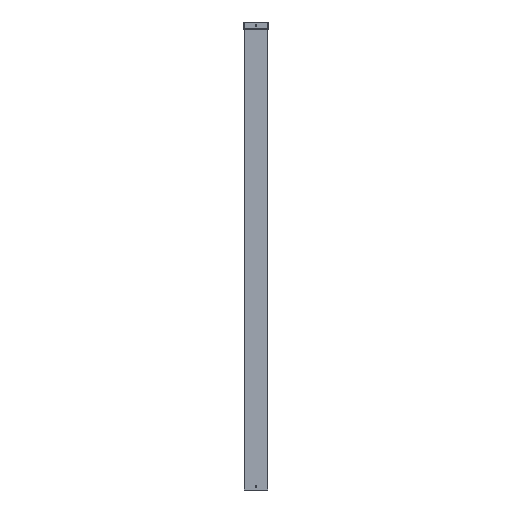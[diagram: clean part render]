
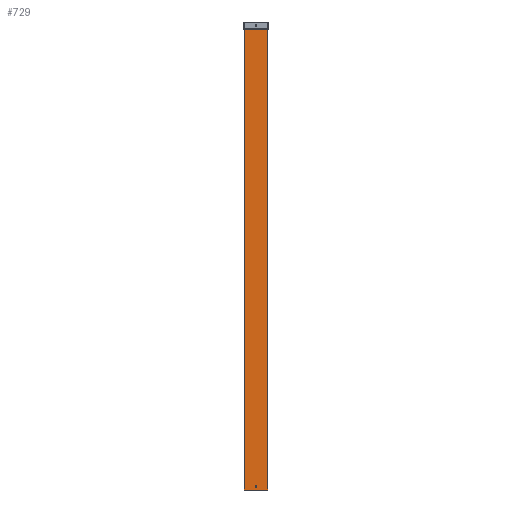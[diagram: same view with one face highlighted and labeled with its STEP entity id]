
A CAD part, front view. The second image highlights one B-rep face of the part: STEP entity #729.
In plain terms, the highlighted planar face has unit normal (0, -1, 0).
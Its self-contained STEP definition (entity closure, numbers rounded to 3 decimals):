
#3 = DIRECTION ( 'NONE',  ( 0., 0., -1. ) ) ;
#17 = DIRECTION ( 'NONE',  ( 0., 0., -1. ) ) ;
#18 = CARTESIAN_POINT ( 'NONE',  ( -50., 0., 1969. ) ) ;
#20 = CARTESIAN_POINT ( 'NONE',  ( -50., 0., 1969. ) ) ;
#26 = CARTESIAN_POINT ( 'NONE',  ( -50., 0., 0. ) ) ;
#42 = DIRECTION ( 'NONE',  ( 1., 0., 0. ) ) ;
#53 = CARTESIAN_POINT ( 'NONE',  ( -50., 0., 0. ) ) ;
#55 = DIRECTION ( 'NONE',  ( 1., 0., 0. ) ) ;
#61 = CARTESIAN_POINT ( 'NONE',  ( 50., 0., 0. ) ) ;
#67 = DIRECTION ( 'NONE',  ( 0., 0., 1. ) ) ;
#71 = DIRECTION ( 'NONE',  ( 0., -1., 0. ) ) ;
#72 = CARTESIAN_POINT ( 'NONE',  ( 0., 0., 15. ) ) ;
#80 = AXIS2_PLACEMENT_3D ( 'NONE', #264, #265, #278 ) ;
#87 = AXIS2_PLACEMENT_3D ( 'NONE', #72, #71, #67 ) ;
#137 = EDGE_CURVE ( 'NONE', #708, #679, #429, .T. ) ;
#146 = EDGE_CURVE ( 'NONE', #682, #636, #410, .T. ) ;
#148 = EDGE_CURVE ( 'NONE', #349, #349, #406, .T. ) ;
#149 = EDGE_CURVE ( 'NONE', #636, #679, #403, .T. ) ;
#150 = EDGE_CURVE ( 'NONE', #682, #708, #404, .T. ) ;
#262 = PLANE ( 'NONE',  #80 ) ;
#264 = CARTESIAN_POINT ( 'NONE',  ( -50., 0., 1969. ) ) ;
#265 = DIRECTION ( 'NONE',  ( 0., 1., 0. ) ) ;
#278 = DIRECTION ( 'NONE',  ( 0., 0., 1. ) ) ;
#312 = CARTESIAN_POINT ( 'NONE',  ( 50., 0., 1969. ) ) ;
#313 = CARTESIAN_POINT ( 'NONE',  ( -50., 0., 1969. ) ) ;
#349 = VERTEX_POINT ( 'NONE', #867 ) ;
#378 = FACE_OUTER_BOUND ( 'NONE', #579, .T. ) ;
#383 = FACE_BOUND ( 'NONE', #688, .T. ) ;
#401 = VECTOR ( 'NONE', #42, 1000. ) ;
#402 = VECTOR ( 'NONE', #55, 1000. ) ;
#403 = LINE ( 'NONE', #26, #401 ) ;
#404 = LINE ( 'NONE', #18, #402 ) ;
#406 = CIRCLE ( 'NONE', #87, 2.5 ) ;
#407 = VECTOR ( 'NONE', #17, 1000. ) ;
#410 = LINE ( 'NONE', #20, #407 ) ;
#424 = VECTOR ( 'NONE', #3, 1000. ) ;
#429 = LINE ( 'NONE', #783, #424 ) ;
#579 = EDGE_LOOP ( 'NONE', ( #587, #606, #600, #601 ) ) ;
#587 = ORIENTED_EDGE ( 'NONE', *, *, #149, .T. ) ;
#600 = ORIENTED_EDGE ( 'NONE', *, *, #150, .F. ) ;
#601 = ORIENTED_EDGE ( 'NONE', *, *, #146, .T. ) ;
#603 = ORIENTED_EDGE ( 'NONE', *, *, #148, .F. ) ;
#606 = ORIENTED_EDGE ( 'NONE', *, *, #137, .F. ) ;
#636 = VERTEX_POINT ( 'NONE', #53 ) ;
#679 = VERTEX_POINT ( 'NONE', #61 ) ;
#682 = VERTEX_POINT ( 'NONE', #313 ) ;
#688 = EDGE_LOOP ( 'NONE', ( #603 ) ) ;
#708 = VERTEX_POINT ( 'NONE', #312 ) ;
#729 = ADVANCED_FACE ( 'NONE', ( #383, #378 ), #262, .F. ) ;
#783 = CARTESIAN_POINT ( 'NONE',  ( 50., 0., 1969. ) ) ;
#867 = CARTESIAN_POINT ( 'NONE',  ( 0., 0., 17.5 ) ) ;
